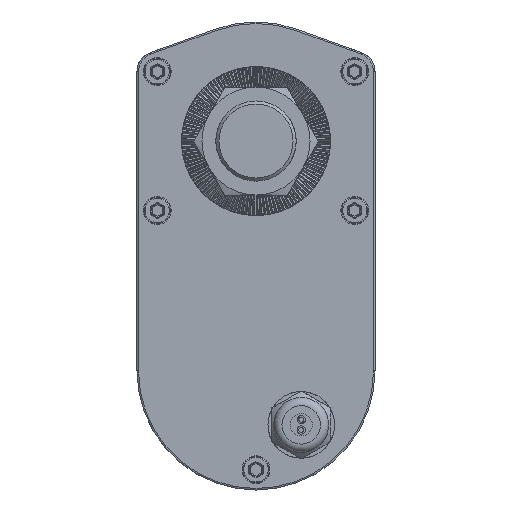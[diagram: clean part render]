
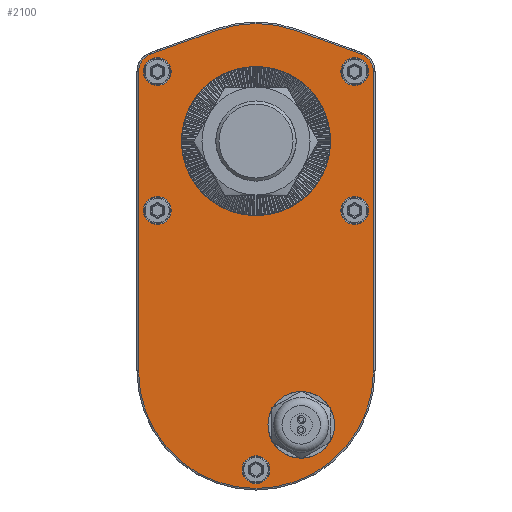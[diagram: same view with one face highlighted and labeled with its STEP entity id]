
A CAD part, front view. The second image highlights one B-rep face of the part: STEP entity #2100.
In plain terms, the highlighted planar face has unit normal (0, -1, 0).
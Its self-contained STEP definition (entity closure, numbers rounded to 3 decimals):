
#2100 = ADVANCED_FACE( '', ( #4579, #4580, #4581, #4582, #4583, #4584, #4585, #4586 ), #4587, .T. );
#4579 = FACE_BOUND( '', #11362, .T. );
#4580 = FACE_BOUND( '', #11363, .T. );
#4581 = FACE_BOUND( '', #11364, .T. );
#4582 = FACE_BOUND( '', #11365, .T. );
#4583 = FACE_BOUND( '', #11366, .T. );
#4584 = FACE_BOUND( '', #11367, .T. );
#4585 = FACE_OUTER_BOUND( '', #11368, .T. );
#4586 = FACE_BOUND( '', #11369, .T. );
#4587 = PLANE( '', #11370 );
#11362 = EDGE_LOOP( '', ( #19333 ) );
#11363 = EDGE_LOOP( '', ( #19334 ) );
#11364 = EDGE_LOOP( '', ( #19335 ) );
#11365 = EDGE_LOOP( '', ( #19336 ) );
#11366 = EDGE_LOOP( '', ( #19337 ) );
#11367 = EDGE_LOOP( '', ( #19338 ) );
#11368 = EDGE_LOOP( '', ( #19339, #19340, #19341, #19342, #19343, #19344, #19345, #19346 ) );
#11369 = EDGE_LOOP( '', ( #19347 ) );
#11370 = AXIS2_PLACEMENT_3D( '', #19348, #19349, #19350 );
#19333 = ORIENTED_EDGE( '', *, *, #24802, .F. );
#19334 = ORIENTED_EDGE( '', *, *, #24803, .T. );
#19335 = ORIENTED_EDGE( '', *, *, #24053, .T. );
#19336 = ORIENTED_EDGE( '', *, *, #24323, .T. );
#19337 = ORIENTED_EDGE( '', *, *, #24804, .T. );
#19338 = ORIENTED_EDGE( '', *, *, #23282, .T. );
#19339 = ORIENTED_EDGE( '', *, *, #24805, .T. );
#19340 = ORIENTED_EDGE( '', *, *, #23520, .T. );
#19341 = ORIENTED_EDGE( '', *, *, #24806, .T. );
#19342 = ORIENTED_EDGE( '', *, *, #22499, .T. );
#19343 = ORIENTED_EDGE( '', *, *, #24807, .T. );
#19344 = ORIENTED_EDGE( '', *, *, #24414, .T. );
#19345 = ORIENTED_EDGE( '', *, *, #24808, .T. );
#19346 = ORIENTED_EDGE( '', *, *, #23045, .T. );
#19347 = ORIENTED_EDGE( '', *, *, #23527, .F. );
#19348 = CARTESIAN_POINT( '', ( 0., 24.5, -74.5 ) );
#19349 = DIRECTION( '', ( 0., -1., 0. ) );
#19350 = DIRECTION( '', ( 0., 0., -1. ) );
#22499 = EDGE_CURVE( '', #25804, #25802, #25805, .T. );
#23045 = EDGE_CURVE( '', #26756, #26760, #26762, .T. );
#23282 = EDGE_CURVE( '', #27149, #27149, #27150, .T. );
#23520 = EDGE_CURVE( '', #27513, #27518, #27520, .T. );
#23527 = EDGE_CURVE( '', #27530, #27530, #27531, .T. );
#24053 = EDGE_CURVE( '', #28352, #28352, #28353, .T. );
#24323 = EDGE_CURVE( '', #28708, #28708, #28709, .T. );
#24414 = EDGE_CURVE( '', #28827, #28829, #28831, .T. );
#24802 = EDGE_CURVE( '', #29308, #29308, #29309, .T. );
#24803 = EDGE_CURVE( '', #29310, #29310, #29311, .T. );
#24804 = EDGE_CURVE( '', #29312, #29312, #29313, .T. );
#24805 = EDGE_CURVE( '', #26760, #27513, #29314, .T. );
#24806 = EDGE_CURVE( '', #27518, #25804, #29315, .T. );
#24807 = EDGE_CURVE( '', #25802, #28827, #29316, .T. );
#24808 = EDGE_CURVE( '', #28829, #26756, #29317, .T. );
#25802 = VERTEX_POINT( '', #30647 );
#25804 = VERTEX_POINT( '', #30649 );
#25805 = LINE( '', #30650, #30651 );
#26756 = VERTEX_POINT( '', #32362 );
#26760 = VERTEX_POINT( '', #32367 );
#26762 = LINE( '', #32369, #32370 );
#27149 = VERTEX_POINT( '', #33244 );
#27150 = CIRCLE( '', #33245, 4.5 );
#27513 = VERTEX_POINT( '', #33951 );
#27518 = VERTEX_POINT( '', #33957 );
#27520 = LINE( '', #33959, #33960 );
#27530 = VERTEX_POINT( '', #33973 );
#27531 = CIRCLE( '', #33974, 24.1 );
#28352 = VERTEX_POINT( '', #35200 );
#28353 = CIRCLE( '', #35201, 4.5 );
#28708 = VERTEX_POINT( '', #36276 );
#28709 = CIRCLE( '', #36277, 4.5 );
#28827 = VERTEX_POINT( '', #36825 );
#28829 = VERTEX_POINT( '', #36827 );
#28831 = LINE( '', #36829, #36830 );
#29308 = VERTEX_POINT( '', #38044 );
#29309 = CIRCLE( '', #38045, 7.875 );
#29310 = VERTEX_POINT( '', #38046 );
#29311 = CIRCLE( '', #38047, 4.5 );
#29312 = VERTEX_POINT( '', #38048 );
#29313 = CIRCLE( '', #38049, 4.5 );
#29314 = CIRCLE( '', #38050, 6.08 );
#29315 = CIRCLE( '', #38051, 38.08 );
#29316 = CIRCLE( '', #38052, 6.08 );
#29317 = CIRCLE( '', #38053, 38.08 );
#30647 = CARTESIAN_POINT( '', ( -34.067, 24.5, 28.178 ) );
#30649 = CARTESIAN_POINT( '', ( -12.944, 24.5, 35.813 ) );
#30650 = CARTESIAN_POINT( '', ( -36.76, 24.5, 27.204 ) );
#30651 = VECTOR( '', #39881, 1000. );
#32362 = CARTESIAN_POINT( '', ( 38.08, 24.5, -74.5 ) );
#32367 = CARTESIAN_POINT( '', ( 38.08, 24.5, 22.46 ) );
#32369 = CARTESIAN_POINT( '', ( 38.08, 24.5, -74.5 ) );
#32370 = VECTOR( '', #40493, 1000. );
#33244 = CARTESIAN_POINT( '', ( -32., 24.5, 18. ) );
#33245 = AXIS2_PLACEMENT_3D( '', #40768, #40769, #40770 );
#33951 = CARTESIAN_POINT( '', ( 34.067, 24.5, 28.178 ) );
#33957 = CARTESIAN_POINT( '', ( 12.944, 24.5, 35.813 ) );
#33959 = CARTESIAN_POINT( '', ( 36.76, 24.5, 27.204 ) );
#33960 = VECTOR( '', #41048, 1000. );
#33973 = CARTESIAN_POINT( '', ( 0., 24.5, -24.1 ) );
#33974 = AXIS2_PLACEMENT_3D( '', #41055, #41056, #41057 );
#35200 = CARTESIAN_POINT( '', ( 32., 24.5, -27. ) );
#35201 = AXIS2_PLACEMENT_3D( '', #42087, #42088, #42089 );
#36276 = CARTESIAN_POINT( '', ( -32., 24.5, -27. ) );
#36277 = AXIS2_PLACEMENT_3D( '', #42306, #42307, #42308 );
#36825 = CARTESIAN_POINT( '', ( -38.08, 24.5, 22.46 ) );
#36827 = CARTESIAN_POINT( '', ( -38.08, 24.5, -74.5 ) );
#36829 = CARTESIAN_POINT( '', ( -38.08, 24.5, -74.5 ) );
#36830 = VECTOR( '', #42402, 1000. );
#38044 = CARTESIAN_POINT( '', ( 14.66, 24.5, -99.845 ) );
#38045 = AXIS2_PLACEMENT_3D( '', #42718, #42719, #42720 );
#38046 = CARTESIAN_POINT( '', ( 32., 24.5, 18. ) );
#38047 = AXIS2_PLACEMENT_3D( '', #42721, #42722, #42723 );
#38048 = CARTESIAN_POINT( '', ( 0., 24.5, -111. ) );
#38049 = AXIS2_PLACEMENT_3D( '', #42724, #42725, #42726 );
#38050 = AXIS2_PLACEMENT_3D( '', #42727, #42728, #42729 );
#38051 = AXIS2_PLACEMENT_3D( '', #42730, #42731, #42732 );
#38052 = AXIS2_PLACEMENT_3D( '', #42733, #42734, #42735 );
#38053 = AXIS2_PLACEMENT_3D( '', #42736, #42737, #42738 );
#39881 = DIRECTION( '', ( -0.94, 0., -0.34 ) );
#40493 = DIRECTION( '', ( 0., 0., 1. ) );
#40768 = CARTESIAN_POINT( '', ( -32., 24.5, 22.5 ) );
#40769 = DIRECTION( '', ( 0., 1., 0. ) );
#40770 = DIRECTION( '', ( 0., 0., -1. ) );
#41048 = DIRECTION( '', ( -0.94, 0., 0.34 ) );
#41055 = CARTESIAN_POINT( '', ( 0., 24.5, 0. ) );
#41056 = DIRECTION( '', ( 0., -1., 0. ) );
#41057 = DIRECTION( '', ( 0., 0., -1. ) );
#42087 = CARTESIAN_POINT( '', ( 32., 24.5, -22.5 ) );
#42088 = DIRECTION( '', ( 0., 1., 0. ) );
#42089 = DIRECTION( '', ( 0., 0., -1. ) );
#42306 = CARTESIAN_POINT( '', ( -32., 24.5, -22.5 ) );
#42307 = DIRECTION( '', ( 0., 1., 0. ) );
#42308 = DIRECTION( '', ( 0., 0., -1. ) );
#42402 = DIRECTION( '', ( 0., 0., -1. ) );
#42718 = CARTESIAN_POINT( '', ( 14.66, 24.5, -91.97 ) );
#42719 = DIRECTION( '', ( 0., -1., 0. ) );
#42720 = DIRECTION( '', ( 0., 0., -1. ) );
#42721 = CARTESIAN_POINT( '', ( 32., 24.5, 22.5 ) );
#42722 = DIRECTION( '', ( 0., 1., 0. ) );
#42723 = DIRECTION( '', ( 0., 0., -1. ) );
#42724 = CARTESIAN_POINT( '', ( 0., 24.5, -106.5 ) );
#42725 = DIRECTION( '', ( 0., 1., 0. ) );
#42726 = DIRECTION( '', ( 0., 0., -1. ) );
#42727 = CARTESIAN_POINT( '', ( 32., 24.5, 22.46 ) );
#42728 = DIRECTION( '', ( 0., -1., 0. ) );
#42729 = DIRECTION( '', ( 0., 0., -1. ) );
#42730 = CARTESIAN_POINT( '', ( 0., 24.5, 0. ) );
#42731 = DIRECTION( '', ( 0., -1., 0. ) );
#42732 = DIRECTION( '', ( 0., 0., -1. ) );
#42733 = CARTESIAN_POINT( '', ( -32., 24.5, 22.46 ) );
#42734 = DIRECTION( '', ( 0., -1., 0. ) );
#42735 = DIRECTION( '', ( 0., 0., -1. ) );
#42736 = CARTESIAN_POINT( '', ( 0., 24.5, -74.5 ) );
#42737 = DIRECTION( '', ( 0., -1., 0. ) );
#42738 = DIRECTION( '', ( 0., 0., -1. ) );
